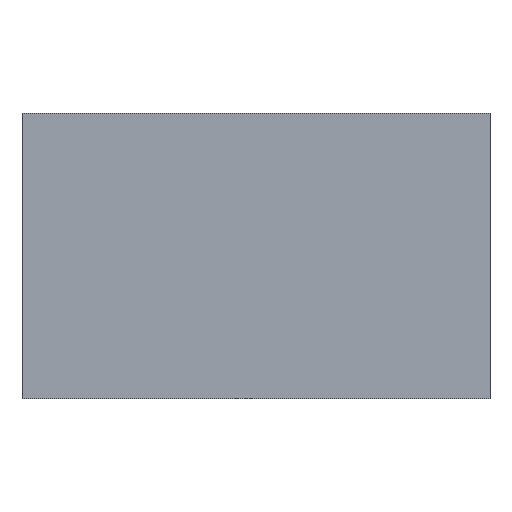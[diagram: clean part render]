
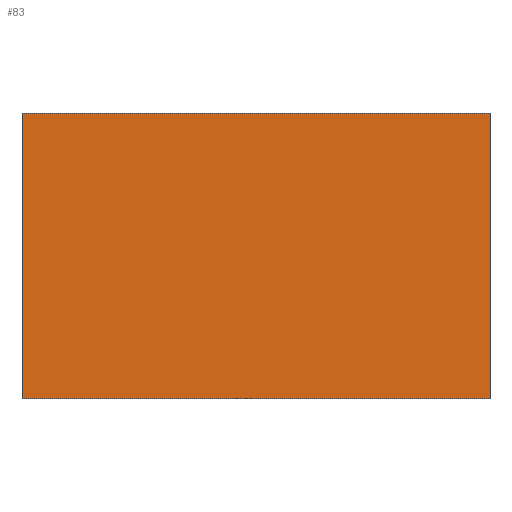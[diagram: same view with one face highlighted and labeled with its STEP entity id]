
A CAD part, front view. The second image highlights one B-rep face of the part: STEP entity #83.
In plain terms, the highlighted planar face has unit normal (0, -1, 0).
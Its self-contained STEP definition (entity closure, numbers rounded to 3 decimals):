
#4=DIRECTION('',(0.,0.,1.));
#5=VECTOR('',#4,30.5);
#6=CARTESIAN_POINT('',(-25.,0.,-15.25));
#7=LINE('',#6,#5);
#8=DIRECTION('',(1.,0.,0.));
#9=VECTOR('',#8,50.);
#10=CARTESIAN_POINT('',(-25.,0.,15.25));
#11=LINE('',#10,#9);
#12=DIRECTION('',(0.,0.,-1.));
#13=VECTOR('',#12,30.5);
#14=CARTESIAN_POINT('',(25.,0.,15.25));
#15=LINE('',#14,#13);
#16=DIRECTION('',(-1.,0.,0.));
#17=VECTOR('',#16,50.);
#18=CARTESIAN_POINT('',(25.,0.,-15.25));
#19=LINE('',#18,#17);
#52=CARTESIAN_POINT('',(-25.,0.,-15.25));
#53=CARTESIAN_POINT('',(-25.,0.,15.25));
#54=VERTEX_POINT('',#52);
#55=VERTEX_POINT('',#53);
#56=CARTESIAN_POINT('',(25.,0.,15.25));
#57=VERTEX_POINT('',#56);
#58=CARTESIAN_POINT('',(25.,0.,-15.25));
#59=VERTEX_POINT('',#58);
#68=CARTESIAN_POINT('',(0.,0.,0.));
#69=DIRECTION('',(0.,1.,0.));
#70=DIRECTION('',(1.,0.,0.));
#71=AXIS2_PLACEMENT_3D('',#68,#69,#70);
#72=PLANE('',#71);
#74=ORIENTED_EDGE('',*,*,#73,.T.);
#76=ORIENTED_EDGE('',*,*,#75,.T.);
#78=ORIENTED_EDGE('',*,*,#77,.T.);
#80=ORIENTED_EDGE('',*,*,#79,.T.);
#81=EDGE_LOOP('',(#74,#76,#78,#80));
#82=FACE_OUTER_BOUND('',#81,.F.);
#83=ADVANCED_FACE('',(#82),#72,.F.);
#73=EDGE_CURVE('',#54,#55,#7,.T.);
#75=EDGE_CURVE('',#55,#57,#11,.T.);
#77=EDGE_CURVE('',#57,#59,#15,.T.);
#79=EDGE_CURVE('',#59,#54,#19,.T.);
